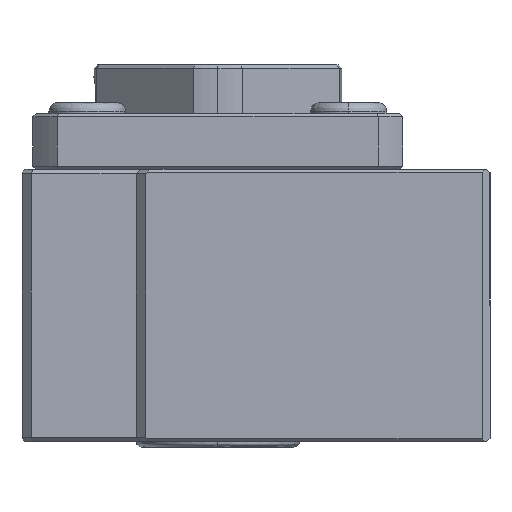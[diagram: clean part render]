
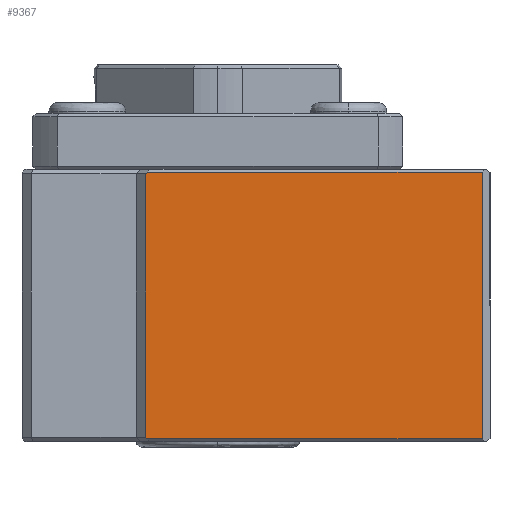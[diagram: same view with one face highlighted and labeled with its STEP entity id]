
A CAD part, left-side view. The second image highlights one B-rep face of the part: STEP entity #9367.
In plain terms, the highlighted planar face has unit normal (-1, 0, 0).
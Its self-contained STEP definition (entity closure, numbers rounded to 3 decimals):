
#3201 = FACE_OUTER_BOUND ( 'NONE', #11357, .T. ) ;
#3744 = PLANE ( 'NONE',  #13105 ) ;
#3751 = CARTESIAN_POINT ( 'NONE',  ( -30., 0.12, -37.46 ) ) ;
#3757 = DIRECTION ( 'NONE',  ( -1., 0., 0. ) ) ;
#3758 = DIRECTION ( 'NONE',  ( 0., 0., 1. ) ) ;
#5032 = CARTESIAN_POINT ( 'NONE',  ( -30., 31.558, 12.25 ) ) ;
#5033 = DIRECTION ( 'NONE',  ( 0., 0.816, -0.577 ) ) ;
#5199 = CARTESIAN_POINT ( 'NONE',  ( -30., 0.85, 12.6 ) ) ;
#5200 = DIRECTION ( 'NONE',  ( 0., 0., 1. ) ) ;
#5207 = CARTESIAN_POINT ( 'NONE',  ( -30., 20.659, -19.957 ) ) ;
#5213 = CARTESIAN_POINT ( 'NONE',  ( -30., 0., 12.25 ) ) ;
#5214 = DIRECTION ( 'NONE',  ( 0., -1., 0. ) ) ;
#5220 = DIRECTION ( 'NONE',  ( 0., -0.816, -0.577 ) ) ;
#5221 = CARTESIAN_POINT ( 'NONE',  ( -30., 31.77, -37.46 ) ) ;
#5222 = DIRECTION ( 'NONE',  ( 0., 0., -1. ) ) ;
#5225 = CARTESIAN_POINT ( 'NONE',  ( -30., 32.62, -12.25 ) ) ;
#5226 = DIRECTION ( 'NONE',  ( 0., -1., 0. ) ) ;
#6131 = VECTOR ( 'NONE', #5033, 1000. ) ;
#6139 = LINE ( 'NONE', #5032, #6131 ) ;
#6210 = LINE ( 'NONE', #5199, #6211 ) ;
#6211 = VECTOR ( 'NONE', #5200, 1000. ) ;
#6219 = LINE ( 'NONE', #5207, #6226 ) ;
#6220 = LINE ( 'NONE', #5213, #6221 ) ;
#6221 = VECTOR ( 'NONE', #5214, 1000. ) ;
#6226 = VECTOR ( 'NONE', #5220, 1000. ) ;
#6228 = LINE ( 'NONE', #5221, #6229 ) ;
#6229 = VECTOR ( 'NONE', #5222, 1000. ) ;
#6232 = LINE ( 'NONE', #5225, #6233 ) ;
#6233 = VECTOR ( 'NONE', #5226, 1000. ) ;
#7809 = CARTESIAN_POINT ( 'NONE',  ( -30., 31.77, 12.1 ) ) ;
#7810 = CARTESIAN_POINT ( 'NONE',  ( -30., 31.558, 12.25 ) ) ;
#7829 = CARTESIAN_POINT ( 'NONE',  ( -30., 31.77, -12.1 ) ) ;
#7830 = CARTESIAN_POINT ( 'NONE',  ( -30., 31.558, -12.25 ) ) ;
#7831 = CARTESIAN_POINT ( 'NONE',  ( -30., 0.85, -12.25 ) ) ;
#7832 = CARTESIAN_POINT ( 'NONE',  ( -30., 0.85, 12.25 ) ) ;
#9367 = ADVANCED_FACE ( 'NONE', ( #3201 ), #3744, .T. ) ;
#9590 = EDGE_CURVE ( 'NONE', #12572, #12570, #6139, .T. ) ;
#9634 = EDGE_CURVE ( 'NONE', #12608, #12609, #6210, .T. ) ;
#9640 = EDGE_CURVE ( 'NONE', #12572, #12609, #6220, .T. ) ;
#9643 = EDGE_CURVE ( 'NONE', #12604, #12606, #6219, .T. ) ;
#9644 = EDGE_CURVE ( 'NONE', #12570, #12604, #6228, .T. ) ;
#9646 = EDGE_CURVE ( 'NONE', #12606, #12608, #6232, .T. ) ;
#10499 = ORIENTED_EDGE ( 'NONE', *, *, #9646, .T. ) ;
#10500 = ORIENTED_EDGE ( 'NONE', *, *, #9634, .T. ) ;
#10501 = ORIENTED_EDGE ( 'NONE', *, *, #9640, .F. ) ;
#10502 = ORIENTED_EDGE ( 'NONE', *, *, #9590, .T. ) ;
#10503 = ORIENTED_EDGE ( 'NONE', *, *, #9644, .T. ) ;
#10504 = ORIENTED_EDGE ( 'NONE', *, *, #9643, .T. ) ;
#11357 = EDGE_LOOP ( 'NONE', ( #10499, #10500, #10501, #10502, #10503, #10504 ) ) ;
#12570 = VERTEX_POINT ( 'NONE', #7809 ) ;
#12572 = VERTEX_POINT ( 'NONE', #7810 ) ;
#12604 = VERTEX_POINT ( 'NONE', #7829 ) ;
#12606 = VERTEX_POINT ( 'NONE', #7830 ) ;
#12608 = VERTEX_POINT ( 'NONE', #7831 ) ;
#12609 = VERTEX_POINT ( 'NONE', #7832 ) ;
#13105 = AXIS2_PLACEMENT_3D ( 'NONE', #3751, #3757, #3758 ) ;
